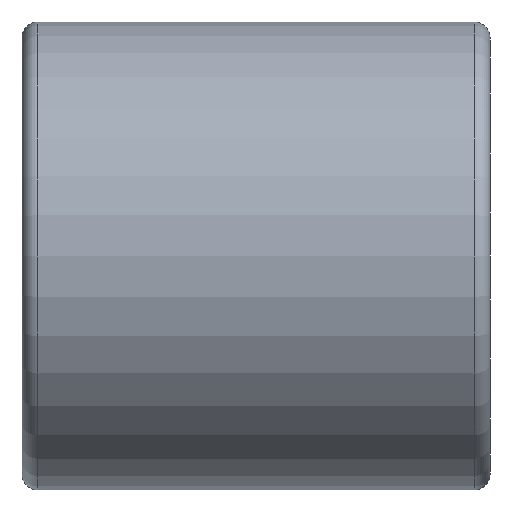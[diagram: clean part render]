
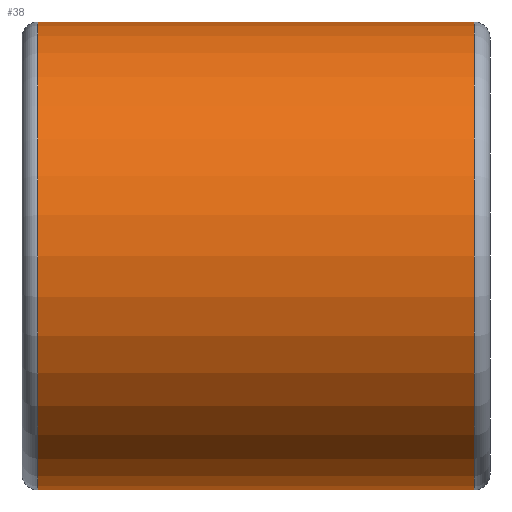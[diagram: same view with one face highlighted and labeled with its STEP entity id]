
A CAD part, left-side view. The second image highlights one B-rep face of the part: STEP entity #38.
In plain terms, the highlighted cylindrical face has radius 1.85 mm (diameter 3.7 mm), a partial arc.
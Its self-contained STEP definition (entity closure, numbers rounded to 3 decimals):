
#38=ADVANCED_FACE('',(#58),#174,.T.);
#58=FACE_OUTER_BOUND('',#78,.F.);
#78=EDGE_LOOP('',(#119,#120,#121,#122));
#119=ORIENTED_EDGE('',*,*,#217,.F.);
#120=ORIENTED_EDGE('',*,*,#235,.F.);
#121=ORIENTED_EDGE('',*,*,#218,.T.);
#122=ORIENTED_EDGE('',*,*,#236,.T.);
#174=CYLINDRICAL_SURFACE('',#363,1.85);
#197=LINE('',#540,#209);
#198=LINE('',#541,#210);
#209=VECTOR('',#420,3.45);
#210=VECTOR('',#421,3.45);
#217=EDGE_CURVE('',#286,#285,#257,.T.);
#218=EDGE_CURVE('',#284,#283,#258,.T.);
#235=EDGE_CURVE('',#284,#286,#197,.T.);
#236=EDGE_CURVE('',#283,#285,#198,.T.);
#257=CIRCLE('',#334,1.85);
#258=CIRCLE('',#335,1.85);
#283=VERTEX_POINT('',#500);
#284=VERTEX_POINT('',#501);
#285=VERTEX_POINT('',#502);
#286=VERTEX_POINT('',#503);
#334=AXIS2_PLACEMENT_3D('',#522,#394,#395);
#335=AXIS2_PLACEMENT_3D('',#523,#396,#397);
#363=AXIS2_PLACEMENT_3D('',#563,#464,#465);
#394=DIRECTION('',(0.,-1.,0.));
#395=DIRECTION('',(0.,0.,1.));
#396=DIRECTION('',(0.,-1.,0.));
#397=DIRECTION('',(0.,0.,1.));
#420=DIRECTION('',(0.,1.,0.));
#421=DIRECTION('',(0.,1.,0.));
#464=DIRECTION('',(0.,-1.,0.));
#465=DIRECTION('',(0.,0.,1.));
#500=CARTESIAN_POINT('',(0.,-3.325,-1.85));
#501=CARTESIAN_POINT('',(0.,-3.325,1.85));
#502=CARTESIAN_POINT('',(0.,0.125,-1.85));
#503=CARTESIAN_POINT('',(0.,0.125,1.85));
#522=CARTESIAN_POINT('',(0.,0.125,0.));
#523=CARTESIAN_POINT('',(0.,-3.325,0.));
#540=CARTESIAN_POINT('',(0.,-3.325,1.85));
#541=CARTESIAN_POINT('',(0.,-3.325,-1.85));
#563=CARTESIAN_POINT('',(0.,-3.325,0.));
